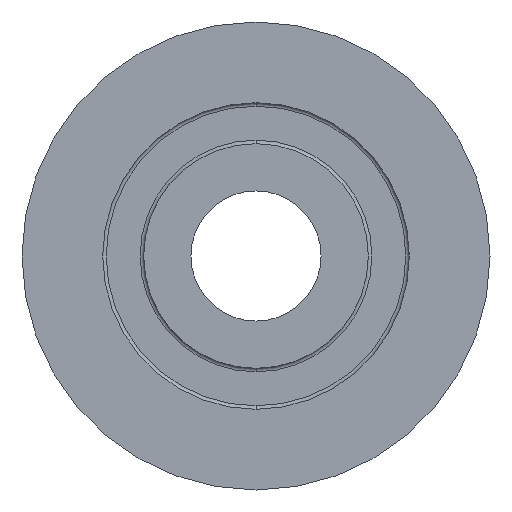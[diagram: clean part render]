
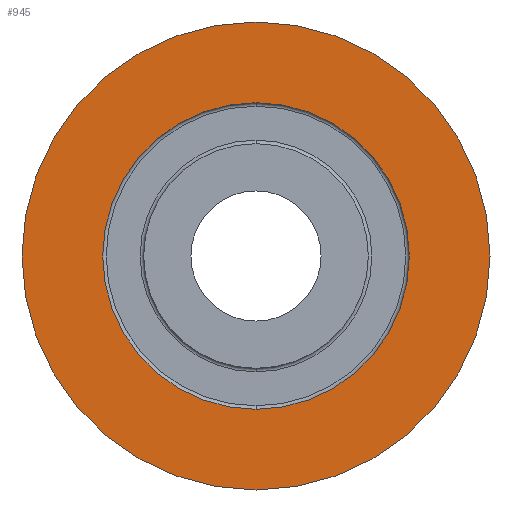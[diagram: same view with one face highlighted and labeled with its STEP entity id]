
A CAD part, front view. The second image highlights one B-rep face of the part: STEP entity #945.
In plain terms, the highlighted planar face has unit normal (0, -1, 0).
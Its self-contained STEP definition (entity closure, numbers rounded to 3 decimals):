
#2 = DIRECTION ( 'NONE',  ( 0., -1., 0. ) ) ;
#49 = AXIS2_PLACEMENT_3D ( 'NONE', #491, #2, #581 ) ;
#77 = CIRCLE ( 'NONE', #681, 13.1 ) ;
#78 = CARTESIAN_POINT ( 'NONE',  ( 13.1, 0., 0. ) ) ;
#86 = AXIS2_PLACEMENT_3D ( 'NONE', #983, #468, #1054 ) ;
#98 = VERTEX_POINT ( 'NONE', #775 ) ;
#101 = FACE_OUTER_BOUND ( 'NONE', #247, .T. ) ;
#180 = VERTEX_POINT ( 'NONE', #446 ) ;
#231 = CARTESIAN_POINT ( 'NONE',  ( 0., 0., 0. ) ) ;
#245 = CIRCLE ( 'NONE', #49, 20. ) ;
#247 = EDGE_LOOP ( 'NONE', ( #687, #296 ) ) ;
#296 = ORIENTED_EDGE ( 'NONE', *, *, #603, .T. ) ;
#318 = DIRECTION ( 'NONE',  ( 0., 0., -1. ) ) ;
#411 = DIRECTION ( 'NONE',  ( 0., 0., -1. ) ) ;
#446 = CARTESIAN_POINT ( 'NONE',  ( 0., 0., 20. ) ) ;
#468 = DIRECTION ( 'NONE',  ( 0., -1., 0. ) ) ;
#479 = CARTESIAN_POINT ( 'NONE',  ( 0., 0., 0. ) ) ;
#480 = CARTESIAN_POINT ( 'NONE',  ( 0., 0., 13.1 ) ) ;
#491 = CARTESIAN_POINT ( 'NONE',  ( 0., 0., 0. ) ) ;
#518 = EDGE_CURVE ( 'NONE', #559, #855, #77, .T. ) ;
#559 = VERTEX_POINT ( 'NONE', #480 ) ;
#569 = DIRECTION ( 'NONE',  ( 0., 0., -1. ) ) ;
#573 = ORIENTED_EDGE ( 'NONE', *, *, #518, .F. ) ;
#576 = PLANE ( 'NONE',  #979 ) ;
#581 = DIRECTION ( 'NONE',  ( 0., 0., -1. ) ) ;
#603 = EDGE_CURVE ( 'NONE', #180, #98, #245, .T. ) ;
#640 = AXIS2_PLACEMENT_3D ( 'NONE', #479, #1070, #569 ) ;
#681 = AXIS2_PLACEMENT_3D ( 'NONE', #231, #817, #318 ) ;
#687 = ORIENTED_EDGE ( 'NONE', *, *, #829, .T. ) ;
#775 = CARTESIAN_POINT ( 'NONE',  ( 0., 0., -20. ) ) ;
#791 = CIRCLE ( 'NONE', #640, 13.1 ) ;
#811 = CARTESIAN_POINT ( 'NONE',  ( 0., 0., -13.1 ) ) ;
#817 = DIRECTION ( 'NONE',  ( 0., -1., 0. ) ) ;
#829 = EDGE_CURVE ( 'NONE', #98, #180, #1061, .T. ) ;
#855 = VERTEX_POINT ( 'NONE', #811 ) ;
#889 = EDGE_CURVE ( 'NONE', #855, #559, #791, .T. ) ;
#912 = DIRECTION ( 'NONE',  ( 0., -1., 0. ) ) ;
#926 = EDGE_LOOP ( 'NONE', ( #961, #573 ) ) ;
#945 = ADVANCED_FACE ( 'NONE', ( #101, #964 ), #576, .T. ) ;
#961 = ORIENTED_EDGE ( 'NONE', *, *, #889, .F. ) ;
#964 = FACE_BOUND ( 'NONE', #926, .T. ) ;
#979 = AXIS2_PLACEMENT_3D ( 'NONE', #78, #912, #411 ) ;
#983 = CARTESIAN_POINT ( 'NONE',  ( 0., 0., 0. ) ) ;
#1054 = DIRECTION ( 'NONE',  ( 0., 0., -1. ) ) ;
#1061 = CIRCLE ( 'NONE', #86, 20. ) ;
#1070 = DIRECTION ( 'NONE',  ( 0., -1., 0. ) ) ;
